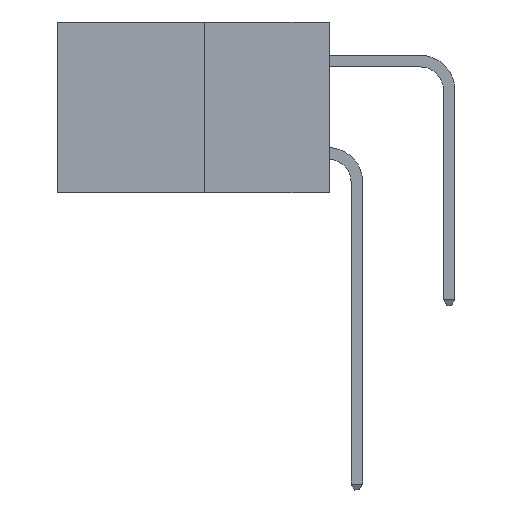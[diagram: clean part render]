
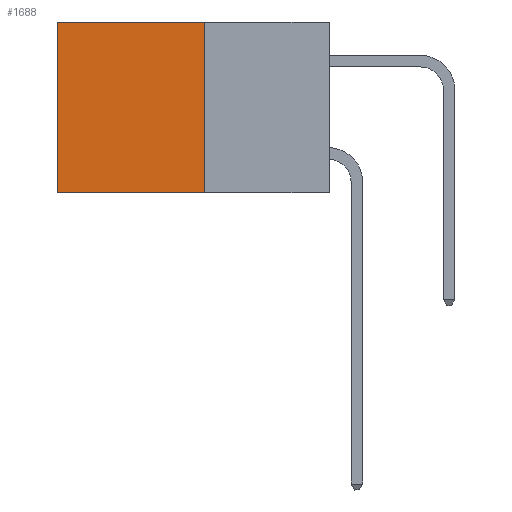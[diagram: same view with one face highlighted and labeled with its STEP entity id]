
A CAD part, left-side view. The second image highlights one B-rep face of the part: STEP entity #1688.
In plain terms, the highlighted planar face has unit normal (-1, 0, 0).
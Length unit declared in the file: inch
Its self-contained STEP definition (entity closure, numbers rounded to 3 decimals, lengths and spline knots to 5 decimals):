
#90 = EDGE_LOOP ( 'NONE', ( #469, #3024, #4005, #10189 ) ) ;
#129 = LINE ( 'NONE', #5753, #11482 ) ;
#469 = ORIENTED_EDGE ( 'NONE', *, *, #8519, .T. ) ;
#1346 = EDGE_CURVE ( 'NONE', #9312, #2059, #1772, .T. ) ;
#1688 = ADVANCED_FACE ( 'NONE', ( #6564 ), #11661, .F. ) ;
#1772 = LINE ( 'NONE', #9289, #9948 ) ;
#1935 = VECTOR ( 'NONE', #9571, 39.37008 ) ;
#2059 = VERTEX_POINT ( 'NONE', #8100 ) ;
#3024 = ORIENTED_EDGE ( 'NONE', *, *, #3898, .F. ) ;
#3647 = CARTESIAN_POINT ( 'NONE',  ( 0.277, 0.27, 0. ) ) ;
#3759 = CARTESIAN_POINT ( 'NONE',  ( 0.277, 0.59, -0.37 ) ) ;
#3822 = VERTEX_POINT ( 'NONE', #3759 ) ;
#3898 = EDGE_CURVE ( 'NONE', #6601, #3822, #10110, .T. ) ;
#4005 = ORIENTED_EDGE ( 'NONE', *, *, #8728, .F. ) ;
#5457 = CARTESIAN_POINT ( 'NONE',  ( 0.277, 0.27, -0.37 ) ) ;
#5753 = CARTESIAN_POINT ( 'NONE',  ( 0.277, 0.27, -0.37 ) ) ;
#5764 = CARTESIAN_POINT ( 'NONE',  ( 0.277, 0.27, -0.37 ) ) ;
#6564 = FACE_OUTER_BOUND ( 'NONE', #90, .T. ) ;
#6601 = VERTEX_POINT ( 'NONE', #5764 ) ;
#7441 = DIRECTION ( 'NONE',  ( 0., 0., -1. ) ) ;
#7491 = CARTESIAN_POINT ( 'NONE',  ( 0.277, 0.59, -0.37 ) ) ;
#7792 = CARTESIAN_POINT ( 'NONE',  ( 0.277, 0.27, -0.37 ) ) ;
#8100 = CARTESIAN_POINT ( 'NONE',  ( 0.277, 0.59, 0. ) ) ;
#8496 = LINE ( 'NONE', #7491, #9172 ) ;
#8519 = EDGE_CURVE ( 'NONE', #2059, #3822, #8496, .T. ) ;
#8728 = EDGE_CURVE ( 'NONE', #9312, #6601, #129, .T. ) ;
#9172 = VECTOR ( 'NONE', #7441, 39.37008 ) ;
#9289 = CARTESIAN_POINT ( 'NONE',  ( 0.277, 0.27, 0. ) ) ;
#9312 = VERTEX_POINT ( 'NONE', #3647 ) ;
#9571 = DIRECTION ( 'NONE',  ( 0., 1., 0. ) ) ;
#9948 = VECTOR ( 'NONE', #12384, 39.37008 ) ;
#10110 = LINE ( 'NONE', #7792, #1935 ) ;
#10189 = ORIENTED_EDGE ( 'NONE', *, *, #1346, .T. ) ;
#11328 = AXIS2_PLACEMENT_3D ( 'NONE', #5457, #11556, #11449 ) ;
#11449 = DIRECTION ( 'NONE',  ( 0., 0., -1. ) ) ;
#11482 = VECTOR ( 'NONE', #13200, 39.37008 ) ;
#11556 = DIRECTION ( 'NONE',  ( 1., 0., 0. ) ) ;
#11661 = PLANE ( 'NONE',  #11328 ) ;
#12384 = DIRECTION ( 'NONE',  ( 0., 1., 0. ) ) ;
#13200 = DIRECTION ( 'NONE',  ( 0., 0., -1. ) ) ;
